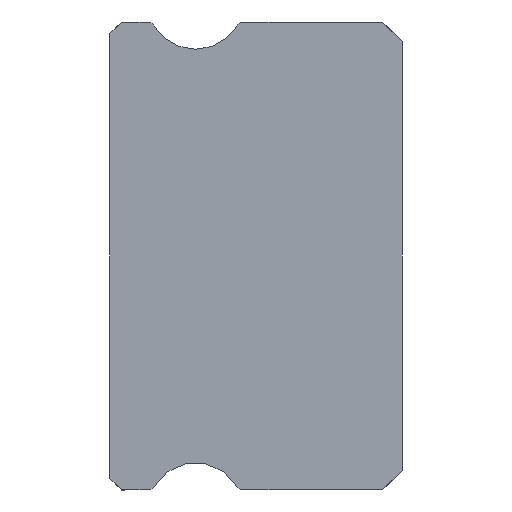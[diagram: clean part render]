
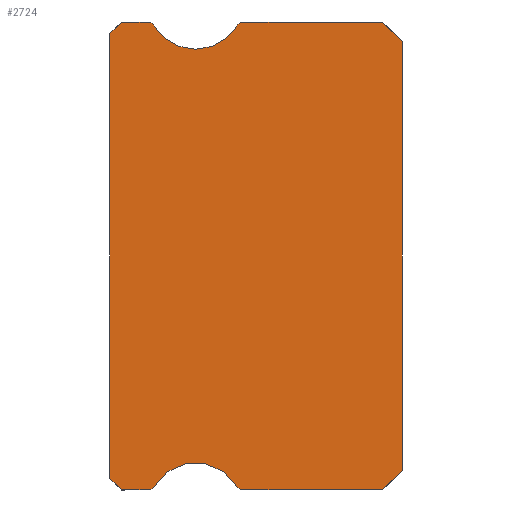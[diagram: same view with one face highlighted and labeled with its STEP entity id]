
A CAD part, left-side view. The second image highlights one B-rep face of the part: STEP entity #2724.
In plain terms, the highlighted planar face has unit normal (-1, 0, 0).
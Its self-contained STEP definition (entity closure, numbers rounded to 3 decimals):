
#157 = AXIS2_PLACEMENT_3D ( 'NONE', #8817, #4863, #723 ) ;
#225 = CARTESIAN_POINT ( 'NONE',  ( -10., 5.3, -6.55 ) ) ;
#296 = CARTESIAN_POINT ( 'NONE',  ( -10., 0., 5.5 ) ) ;
#314 = EDGE_CURVE ( 'NONE', #3925, #609, #4971, .T. ) ;
#445 = EDGE_CURVE ( 'NONE', #8724, #8349, #1812, .T. ) ;
#455 = CARTESIAN_POINT ( 'NONE',  ( -10., 4.217, -5.925 ) ) ;
#512 = AXIS2_PLACEMENT_3D ( 'NONE', #9264, #1831, #3298 ) ;
#519 = VECTOR ( 'NONE', #7989, 1000. ) ;
#527 = DIRECTION ( 'NONE',  ( 1., 0., 0. ) ) ;
#536 = CARTESIAN_POINT ( 'NONE',  ( -10., 5.3, 6.55 ) ) ;
#609 = VERTEX_POINT ( 'NONE', #9559 ) ;
#662 = VERTEX_POINT ( 'NONE', #6294 ) ;
#723 = DIRECTION ( 'NONE',  ( 0., 0., -1. ) ) ;
#739 = VERTEX_POINT ( 'NONE', #6508 ) ;
#787 = VECTOR ( 'NONE', #3869, 1000. ) ;
#889 = CIRCLE ( 'NONE', #4182, 1.25 ) ;
#996 = ORIENTED_EDGE ( 'NONE', *, *, #5832, .F. ) ;
#1202 = LINE ( 'NONE', #7155, #7073 ) ;
#1257 = LINE ( 'NONE', #7118, #519 ) ;
#1347 = CARTESIAN_POINT ( 'NONE',  ( -10., 6.512, 5.85 ) ) ;
#1417 = LINE ( 'NONE', #2989, #3932 ) ;
#1699 = EDGE_CURVE ( 'NONE', #3040, #2795, #4937, .T. ) ;
#1812 = LINE ( 'NONE', #6584, #3219 ) ;
#1831 = DIRECTION ( 'NONE',  ( 1., 0., 0. ) ) ;
#1942 = CARTESIAN_POINT ( 'NONE',  ( -10., 4.088, 6. ) ) ;
#2006 = CARTESIAN_POINT ( 'NONE',  ( -10., 5.3, 6.55 ) ) ;
#2046 = DIRECTION ( 'NONE',  ( 0., 0., -1. ) ) ;
#2136 = LINE ( 'NONE', #2187, #787 ) ;
#2157 = LINE ( 'NONE', #6271, #3307 ) ;
#2187 = CARTESIAN_POINT ( 'NONE',  ( -10., 0., -5.5 ) ) ;
#2257 = CIRCLE ( 'NONE', #9351, 0.15 ) ;
#2259 = ORIENTED_EDGE ( 'NONE', *, *, #9990, .F. ) ;
#2315 = ORIENTED_EDGE ( 'NONE', *, *, #9099, .T. ) ;
#2344 = EDGE_CURVE ( 'NONE', #3106, #5817, #1202, .T. ) ;
#2474 = DIRECTION ( 'NONE',  ( 0., -1., 0. ) ) ;
#2557 = CARTESIAN_POINT ( 'NONE',  ( -10., 7.5, -5.7 ) ) ;
#2590 = DIRECTION ( 'NONE',  ( 0., -0.707, -0.707 ) ) ;
#2637 = ORIENTED_EDGE ( 'NONE', *, *, #6941, .T. ) ;
#2686 = LINE ( 'NONE', #5191, #5455 ) ;
#2724 = ADVANCED_FACE ( 'NONE', ( #8008 ), #10653, .F. ) ;
#2795 = VERTEX_POINT ( 'NONE', #4085 ) ;
#2974 = EDGE_CURVE ( 'NONE', #5817, #3040, #2257, .T. ) ;
#2989 = CARTESIAN_POINT ( 'NONE',  ( -10., 6.512, -6. ) ) ;
#3025 = DIRECTION ( 'NONE',  ( 0., 0., -1. ) ) ;
#3040 = VERTEX_POINT ( 'NONE', #455 ) ;
#3106 = VERTEX_POINT ( 'NONE', #3277 ) ;
#3124 = VECTOR ( 'NONE', #2590, 1000. ) ;
#3164 = DIRECTION ( 'NONE',  ( 0., 0., 1. ) ) ;
#3191 = DIRECTION ( 'NONE',  ( 0., 0., -1. ) ) ;
#3219 = VECTOR ( 'NONE', #2474, 1000. ) ;
#3277 = CARTESIAN_POINT ( 'NONE',  ( -10., 0.5, -6. ) ) ;
#3298 = DIRECTION ( 'NONE',  ( 0., 0., -1. ) ) ;
#3307 = VECTOR ( 'NONE', #7309, 1000. ) ;
#3701 = VERTEX_POINT ( 'NONE', #2557 ) ;
#3862 = DIRECTION ( 'NONE',  ( 0., 0., -1. ) ) ;
#3869 = DIRECTION ( 'NONE',  ( 0., 0.707, -0.707 ) ) ;
#3922 = CARTESIAN_POINT ( 'NONE',  ( -10., 4.088, -6. ) ) ;
#3925 = VERTEX_POINT ( 'NONE', #7147 ) ;
#3932 = VECTOR ( 'NONE', #10469, 1000. ) ;
#4085 = CARTESIAN_POINT ( 'NONE',  ( -10., 6.383, -5.925 ) ) ;
#4163 = DIRECTION ( 'NONE',  ( -1., 0., 0. ) ) ;
#4182 = AXIS2_PLACEMENT_3D ( 'NONE', #536, #9598, #3862 ) ;
#4191 = CARTESIAN_POINT ( 'NONE',  ( -10., 7.5, 5.7 ) ) ;
#4283 = EDGE_CURVE ( 'NONE', #739, #662, #1417, .T. ) ;
#4466 = ORIENTED_EDGE ( 'NONE', *, *, #9671, .T. ) ;
#4831 = ORIENTED_EDGE ( 'NONE', *, *, #314, .F. ) ;
#4861 = LINE ( 'NONE', #5610, #8119 ) ;
#4863 = DIRECTION ( 'NONE',  ( 1., 0., 0. ) ) ;
#4937 = CIRCLE ( 'NONE', #8051, 1.25 ) ;
#4971 = CIRCLE ( 'NONE', #7029, 0.15 ) ;
#5091 = VERTEX_POINT ( 'NONE', #6644 ) ;
#5093 = DIRECTION ( 'NONE',  ( 0., 0., -1. ) ) ;
#5191 = CARTESIAN_POINT ( 'NONE',  ( -10., 7.2, 6. ) ) ;
#5435 = ORIENTED_EDGE ( 'NONE', *, *, #2344, .F. ) ;
#5438 = EDGE_CURVE ( 'NONE', #3925, #7068, #2686, .T. ) ;
#5455 = VECTOR ( 'NONE', #7786, 1000. ) ;
#5515 = CARTESIAN_POINT ( 'NONE',  ( -10., 4.088, -5.85 ) ) ;
#5610 = CARTESIAN_POINT ( 'NONE',  ( -10., 7.5, 5.85 ) ) ;
#5817 = VERTEX_POINT ( 'NONE', #3922 ) ;
#5832 = EDGE_CURVE ( 'NONE', #6185, #3106, #2136, .T. ) ;
#5860 = VERTEX_POINT ( 'NONE', #9560 ) ;
#5978 = ORIENTED_EDGE ( 'NONE', *, *, #7335, .F. ) ;
#6104 = ORIENTED_EDGE ( 'NONE', *, *, #6596, .F. ) ;
#6137 = ORIENTED_EDGE ( 'NONE', *, *, #9748, .F. ) ;
#6185 = VERTEX_POINT ( 'NONE', #10665 ) ;
#6271 = CARTESIAN_POINT ( 'NONE',  ( -10., 7.2, -6. ) ) ;
#6294 = CARTESIAN_POINT ( 'NONE',  ( -10., 6.512, -6. ) ) ;
#6508 = CARTESIAN_POINT ( 'NONE',  ( -10., 7.2, -6. ) ) ;
#6576 = ORIENTED_EDGE ( 'NONE', *, *, #5438, .T. ) ;
#6584 = CARTESIAN_POINT ( 'NONE',  ( -10., 6.512, 6. ) ) ;
#6596 = EDGE_CURVE ( 'NONE', #2795, #662, #10400, .T. ) ;
#6622 = VERTEX_POINT ( 'NONE', #296 ) ;
#6644 = CARTESIAN_POINT ( 'NONE',  ( -10., 5.3, 5.3 ) ) ;
#6941 = EDGE_CURVE ( 'NONE', #7068, #5860, #9879, .T. ) ;
#7029 = AXIS2_PLACEMENT_3D ( 'NONE', #1347, #527, #3025 ) ;
#7034 = DIRECTION ( 'NONE',  ( 1., 0., 0. ) ) ;
#7068 = VERTEX_POINT ( 'NONE', #10135 ) ;
#7073 = VECTOR ( 'NONE', #10462, 1000. ) ;
#7118 = CARTESIAN_POINT ( 'NONE',  ( -10., 0., 5.5 ) ) ;
#7147 = CARTESIAN_POINT ( 'NONE',  ( -10., 6.512, 6. ) ) ;
#7155 = CARTESIAN_POINT ( 'NONE',  ( -10., 6.512, -6. ) ) ;
#7309 = DIRECTION ( 'NONE',  ( 0., -0.707, -0.707 ) ) ;
#7322 = DIRECTION ( 'NONE',  ( 1., 0., 0. ) ) ;
#7335 = EDGE_CURVE ( 'NONE', #3701, #5860, #4861, .T. ) ;
#7457 = CIRCLE ( 'NONE', #512, 0.15 ) ;
#7494 = DIRECTION ( 'NONE',  ( 0., 0.707, -0.707 ) ) ;
#7514 = LINE ( 'NONE', #7572, #3124 ) ;
#7572 = CARTESIAN_POINT ( 'NONE',  ( -10., 0.5, 6. ) ) ;
#7592 = VECTOR ( 'NONE', #7494, 1000. ) ;
#7708 = DIRECTION ( 'NONE',  ( 0., 0., -1. ) ) ;
#7786 = DIRECTION ( 'NONE',  ( 0., 1., 0. ) ) ;
#7989 = DIRECTION ( 'NONE',  ( 0., 0., 1. ) ) ;
#8008 = FACE_OUTER_BOUND ( 'NONE', #10020, .T. ) ;
#8051 = AXIS2_PLACEMENT_3D ( 'NONE', #225, #4163, #5093 ) ;
#8119 = VECTOR ( 'NONE', #3164, 1000. ) ;
#8141 = CIRCLE ( 'NONE', #10731, 1.25 ) ;
#8349 = VERTEX_POINT ( 'NONE', #8723 ) ;
#8472 = ORIENTED_EDGE ( 'NONE', *, *, #9212, .F. ) ;
#8673 = AXIS2_PLACEMENT_3D ( 'NONE', #9007, #7322, #3191 ) ;
#8723 = CARTESIAN_POINT ( 'NONE',  ( -10., 0.5, 6. ) ) ;
#8724 = VERTEX_POINT ( 'NONE', #1942 ) ;
#8731 = DIRECTION ( 'NONE',  ( -1., 0., 0. ) ) ;
#8769 = ORIENTED_EDGE ( 'NONE', *, *, #1699, .F. ) ;
#8817 = CARTESIAN_POINT ( 'NONE',  ( -10., 6.512, 5.85 ) ) ;
#8971 = EDGE_CURVE ( 'NONE', #8349, #6622, #7514, .T. ) ;
#9007 = CARTESIAN_POINT ( 'NONE',  ( -10., 6.512, -5.85 ) ) ;
#9099 = EDGE_CURVE ( 'NONE', #6185, #6622, #1257, .T. ) ;
#9212 = EDGE_CURVE ( 'NONE', #5091, #10091, #889, .T. ) ;
#9264 = CARTESIAN_POINT ( 'NONE',  ( -10., 4.088, 5.85 ) ) ;
#9351 = AXIS2_PLACEMENT_3D ( 'NONE', #5515, #7034, #2046 ) ;
#9353 = ORIENTED_EDGE ( 'NONE', *, *, #2974, .F. ) ;
#9486 = CARTESIAN_POINT ( 'NONE',  ( -10., 4.217, 5.925 ) ) ;
#9559 = CARTESIAN_POINT ( 'NONE',  ( -10., 6.383, 5.925 ) ) ;
#9560 = CARTESIAN_POINT ( 'NONE',  ( -10., 7.5, 5.7 ) ) ;
#9598 = DIRECTION ( 'NONE',  ( -1., 0., 0. ) ) ;
#9671 = EDGE_CURVE ( 'NONE', #3701, #739, #2157, .T. ) ;
#9748 = EDGE_CURVE ( 'NONE', #10091, #8724, #7457, .T. ) ;
#9767 = ORIENTED_EDGE ( 'NONE', *, *, #4283, .T. ) ;
#9879 = LINE ( 'NONE', #4191, #7592 ) ;
#9990 = EDGE_CURVE ( 'NONE', #609, #5091, #8141, .T. ) ;
#10020 = EDGE_LOOP ( 'NONE', ( #2637, #5978, #4466, #9767, #6104, #8769, #9353, #5435, #996, #2315, #10035, #10134, #6137, #8472, #2259, #4831, #6576 ) ) ;
#10035 = ORIENTED_EDGE ( 'NONE', *, *, #8971, .F. ) ;
#10091 = VERTEX_POINT ( 'NONE', #9486 ) ;
#10134 = ORIENTED_EDGE ( 'NONE', *, *, #445, .F. ) ;
#10135 = CARTESIAN_POINT ( 'NONE',  ( -10., 7.2, 6. ) ) ;
#10400 = CIRCLE ( 'NONE', #8673, 0.15 ) ;
#10462 = DIRECTION ( 'NONE',  ( 0., 1., 0. ) ) ;
#10469 = DIRECTION ( 'NONE',  ( 0., -1., 0. ) ) ;
#10653 = PLANE ( 'NONE',  #157 ) ;
#10665 = CARTESIAN_POINT ( 'NONE',  ( -10., 0., -5.5 ) ) ;
#10731 = AXIS2_PLACEMENT_3D ( 'NONE', #2006, #8731, #7708 ) ;
